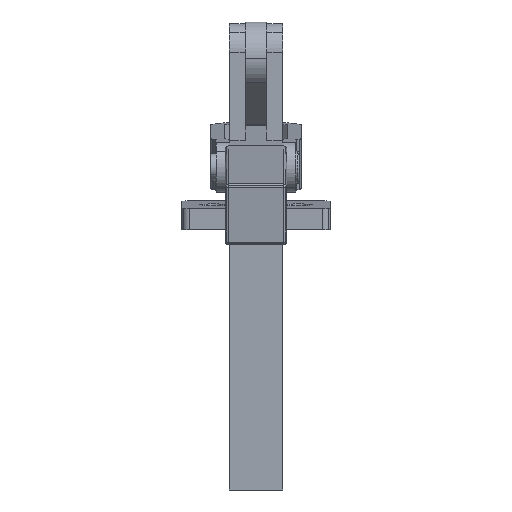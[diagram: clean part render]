
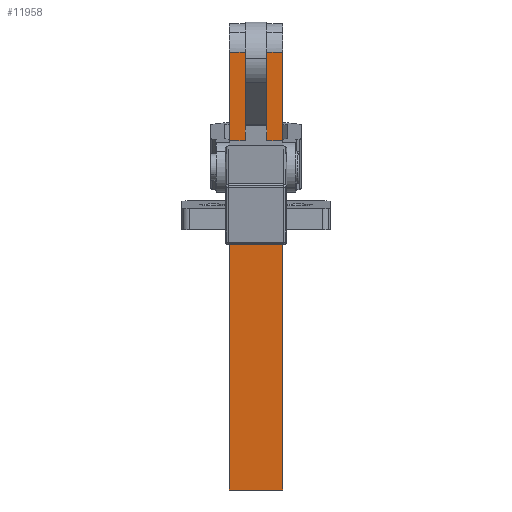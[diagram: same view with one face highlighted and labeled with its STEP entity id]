
A CAD part, top view. The second image highlights one B-rep face of the part: STEP entity #11958.
In plain terms, the highlighted planar face has unit normal (0, -0.067, 0.998).
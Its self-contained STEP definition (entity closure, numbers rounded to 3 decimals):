
#4816=CARTESIAN_POINT('',(-8.298,87.805,147.987));
#4817=VERTEX_POINT('',#4816);
#4831=CARTESIAN_POINT('',(-16.298,87.805,147.987));
#4832=VERTEX_POINT('',#4831);
#11700=CARTESIAN_POINT('',(-16.298,110.548,149.522));
#11701=VERTEX_POINT('',#11700);
#11709=CARTESIAN_POINT('',(-16.298,87.805,147.987));
#11710=DIRECTION('',(0.,0.998,0.067));
#11711=VECTOR('',#11710,22.795);
#11712=LINE('',#11709,#11711);
#11713=EDGE_CURVE('',#4832,#11701,#11712,.T.);
#11806=CARTESIAN_POINT('',(-8.298,110.548,149.522));
#11807=VERTEX_POINT('',#11806);
#11847=CARTESIAN_POINT('',(-8.298,110.548,149.522));
#11848=DIRECTION('',(0.,-0.998,-0.067));
#11849=VECTOR('',#11848,22.795);
#11850=LINE('',#11847,#11849);
#11851=EDGE_CURVE('',#11807,#4817,#11850,.T.);
#11873=CARTESIAN_POINT('',(-22.298,126.644,150.609));
#11874=DIRECTION('',(0.,-0.067,0.998));
#11875=DIRECTION('',(0.,-0.998,-0.067));
#11876=AXIS2_PLACEMENT_3D('',#11873,#11874,#11875);
#11877=PLANE('',#11876);
#11878=CARTESIAN_POINT('',(-16.298,67.756,146.633));
#11879=VERTEX_POINT('',#11878);
#11880=CARTESIAN_POINT('',(-16.298,87.805,147.987));
#11881=DIRECTION('',(0.,-0.998,-0.067));
#11882=VECTOR('',#11881,20.095);
#11883=LINE('',#11880,#11882);
#11884=EDGE_CURVE('',#4832,#11879,#11883,.T.);
#11885=ORIENTED_EDGE('',*,*,#11884,.F.);
#11886=ORIENTED_EDGE('',*,*,#11713,.T.);
#11887=CARTESIAN_POINT('',(-16.298,116.667,149.935));
#11888=VERTEX_POINT('',#11887);
#11889=CARTESIAN_POINT('',(-16.298,116.667,149.935));
#11890=DIRECTION('',(0.,-0.998,-0.067));
#11891=VECTOR('',#11890,6.132);
#11892=LINE('',#11889,#11891);
#11893=EDGE_CURVE('',#11888,#11701,#11892,.T.);
#11894=ORIENTED_EDGE('',*,*,#11893,.F.);
#11895=CARTESIAN_POINT('',(-22.298,116.667,149.935));
#11896=VERTEX_POINT('',#11895);
#11897=CARTESIAN_POINT('',(-22.298,116.667,149.935));
#11898=DIRECTION('',(1.0,0.0,0.0));
#11899=VECTOR('',#11898,6.);
#11900=LINE('',#11897,#11899);
#11901=EDGE_CURVE('',#11896,#11888,#11900,.T.);
#11902=ORIENTED_EDGE('',*,*,#11901,.F.);
#11903=CARTESIAN_POINT('',(-22.298,-47.958,138.82));
#11904=VERTEX_POINT('',#11903);
#11905=CARTESIAN_POINT('',(-22.298,116.667,149.935));
#11906=DIRECTION('',(0.,-0.998,-0.067));
#11907=VECTOR('',#11906,165.0);
#11908=LINE('',#11905,#11907);
#11909=EDGE_CURVE('',#11896,#11904,#11908,.T.);
#11910=ORIENTED_EDGE('',*,*,#11909,.T.);
#11911=CARTESIAN_POINT('',(-2.298,-47.958,138.82));
#11912=VERTEX_POINT('',#11911);
#11913=CARTESIAN_POINT('',(-22.298,-47.958,138.82));
#11914=DIRECTION('',(1.0,0.0,0.0));
#11915=VECTOR('',#11914,20.);
#11916=LINE('',#11913,#11915);
#11917=EDGE_CURVE('',#11904,#11912,#11916,.T.);
#11918=ORIENTED_EDGE('',*,*,#11917,.T.);
#11919=CARTESIAN_POINT('',(-2.298,116.667,149.935));
#11920=VERTEX_POINT('',#11919);
#11921=CARTESIAN_POINT('',(-2.298,116.667,149.935));
#11922=DIRECTION('',(0.,-0.998,-0.067));
#11923=VECTOR('',#11922,165.0);
#11924=LINE('',#11921,#11923);
#11925=EDGE_CURVE('',#11920,#11912,#11924,.T.);
#11926=ORIENTED_EDGE('',*,*,#11925,.F.);
#11927=CARTESIAN_POINT('',(-8.298,116.667,149.935));
#11928=VERTEX_POINT('',#11927);
#11929=CARTESIAN_POINT('',(-8.298,116.667,149.935));
#11930=DIRECTION('',(1.0,0.0,0.0));
#11931=VECTOR('',#11930,6.);
#11932=LINE('',#11929,#11931);
#11933=EDGE_CURVE('',#11928,#11920,#11932,.T.);
#11934=ORIENTED_EDGE('',*,*,#11933,.F.);
#11935=CARTESIAN_POINT('',(-8.298,110.548,149.522));
#11936=DIRECTION('',(0.,0.998,0.067));
#11937=VECTOR('',#11936,6.132);
#11938=LINE('',#11935,#11937);
#11939=EDGE_CURVE('',#11807,#11928,#11938,.T.);
#11940=ORIENTED_EDGE('',*,*,#11939,.F.);
#11941=ORIENTED_EDGE('',*,*,#11851,.T.);
#11942=CARTESIAN_POINT('',(-8.298,67.756,146.633));
#11943=VERTEX_POINT('',#11942);
#11944=CARTESIAN_POINT('',(-8.298,67.756,146.633));
#11945=DIRECTION('',(0.,0.998,0.067));
#11946=VECTOR('',#11945,20.095);
#11947=LINE('',#11944,#11946);
#11948=EDGE_CURVE('',#11943,#4817,#11947,.T.);
#11949=ORIENTED_EDGE('',*,*,#11948,.F.);
#11950=CARTESIAN_POINT('',(-16.298,67.756,146.633));
#11951=DIRECTION('',(1.0,0.0,0.0));
#11952=VECTOR('',#11951,8.);
#11953=LINE('',#11950,#11952);
#11954=EDGE_CURVE('',#11879,#11943,#11953,.T.);
#11955=ORIENTED_EDGE('',*,*,#11954,.F.);
#11956=EDGE_LOOP('',(#11885,#11886,#11894,#11902,#11910,#11918,#11926,#11934,#11940,#11941,#11949,#11955));
#11957=FACE_OUTER_BOUND('',#11956,.T.);
#11958=ADVANCED_FACE('',(#11957),#11877,.T.);
